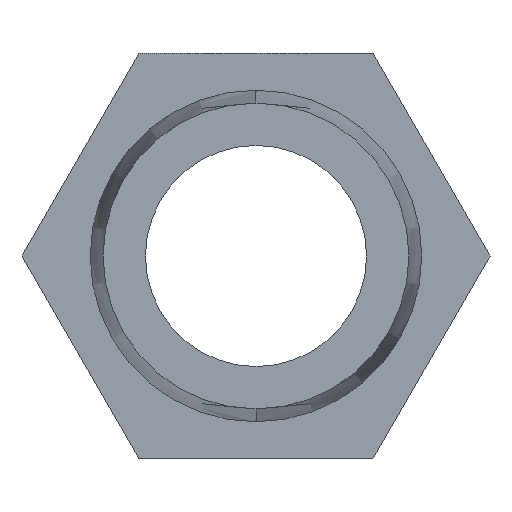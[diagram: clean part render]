
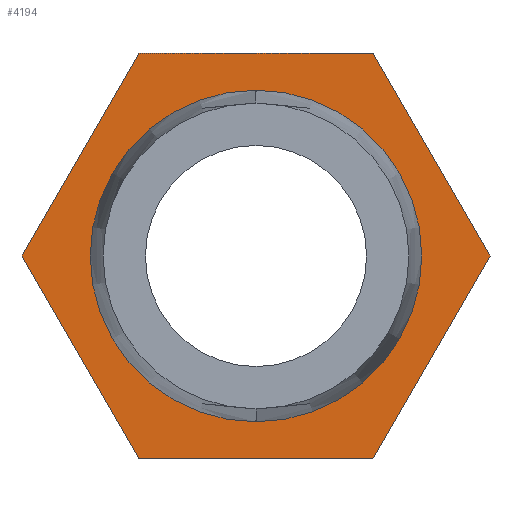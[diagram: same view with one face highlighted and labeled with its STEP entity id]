
A CAD part, left-side view. The second image highlights one B-rep face of the part: STEP entity #4194.
In plain terms, the highlighted planar face has unit normal (-1, 0, 0).
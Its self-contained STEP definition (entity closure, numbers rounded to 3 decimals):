
#214 = CARTESIAN_POINT ( 'NONE',  ( 10., -3.175, 5.5 ) ) ;
#295 = EDGE_CURVE ( 'NONE', #5637, #2818, #2135, .T. ) ;
#318 = VERTEX_POINT ( 'NONE', #5569 ) ;
#404 = CARTESIAN_POINT ( 'NONE',  ( 10., 3.175, 5.5 ) ) ;
#773 = EDGE_LOOP ( 'NONE', ( #2504, #4619, #3208, #2071, #3607, #1500 ) ) ;
#804 = ORIENTED_EDGE ( 'NONE', *, *, #2903, .F. ) ;
#839 = VECTOR ( 'NONE', #1914, 1000. ) ;
#904 = DIRECTION ( 'NONE',  ( 0., 0., 1. ) ) ;
#977 = DIRECTION ( 'NONE',  ( 0., -0.5, 0.866 ) ) ;
#1007 = LINE ( 'NONE', #2268, #1667 ) ;
#1038 = LINE ( 'NONE', #3989, #4864 ) ;
#1086 = CARTESIAN_POINT ( 'NONE',  ( 10., -6.351, 0. ) ) ;
#1153 = VERTEX_POINT ( 'NONE', #2000 ) ;
#1338 = CARTESIAN_POINT ( 'NONE',  ( 10., 0., 0. ) ) ;
#1500 = ORIENTED_EDGE ( 'NONE', *, *, #295, .F. ) ;
#1515 = CARTESIAN_POINT ( 'NONE',  ( 10., -6.351, 0. ) ) ;
#1538 = DIRECTION ( 'NONE',  ( 0., -0.5, -0.866 ) ) ;
#1660 = DIRECTION ( 'NONE',  ( 0., 0., 1. ) ) ;
#1667 = VECTOR ( 'NONE', #4510, 1000. ) ;
#1745 = VECTOR ( 'NONE', #3045, 1000. ) ;
#1905 = CARTESIAN_POINT ( 'NONE',  ( 10., 0., 0. ) ) ;
#1914 = DIRECTION ( 'NONE',  ( 0., 0.5, -0.866 ) ) ;
#1935 = CARTESIAN_POINT ( 'NONE',  ( 10., 3.175, 5.5 ) ) ;
#1951 = AXIS2_PLACEMENT_3D ( 'NONE', #2418, #3900, #1660 ) ;
#2000 = CARTESIAN_POINT ( 'NONE',  ( 10., -3.175, -5.5 ) ) ;
#2060 = EDGE_CURVE ( 'NONE', #318, #2146, #4143, .T. ) ;
#2071 = ORIENTED_EDGE ( 'NONE', *, *, #3630, .F. ) ;
#2096 = LINE ( 'NONE', #404, #1745 ) ;
#2128 = VERTEX_POINT ( 'NONE', #1515 ) ;
#2135 = LINE ( 'NONE', #3475, #4681 ) ;
#2146 = VERTEX_POINT ( 'NONE', #4640 ) ;
#2223 = EDGE_CURVE ( 'NONE', #2128, #1153, #3698, .T. ) ;
#2248 = CARTESIAN_POINT ( 'NONE',  ( 10., -3.175, 5.5 ) ) ;
#2268 = CARTESIAN_POINT ( 'NONE',  ( 10., -3.175, -5.5 ) ) ;
#2418 = CARTESIAN_POINT ( 'NONE',  ( 10., 0., 0. ) ) ;
#2504 = ORIENTED_EDGE ( 'NONE', *, *, #5101, .F. ) ;
#2566 = DIRECTION ( 'NONE',  ( 0., 0.5, 0.866 ) ) ;
#2574 = CARTESIAN_POINT ( 'NONE',  ( 10., 3.175, -5.5 ) ) ;
#2734 = DIRECTION ( 'NONE',  ( 1., 0., 0. ) ) ;
#2818 = VERTEX_POINT ( 'NONE', #5531 ) ;
#2903 = EDGE_CURVE ( 'NONE', #2146, #318, #2954, .T. ) ;
#2954 = CIRCLE ( 'NONE', #1951, 4.5 ) ;
#3045 = DIRECTION ( 'NONE',  ( 0., -1., 0. ) ) ;
#3124 = VECTOR ( 'NONE', #1538, 1000. ) ;
#3208 = ORIENTED_EDGE ( 'NONE', *, *, #4223, .F. ) ;
#3286 = FACE_BOUND ( 'NONE', #5445, .T. ) ;
#3354 = ORIENTED_EDGE ( 'NONE', *, *, #2060, .F. ) ;
#3475 = CARTESIAN_POINT ( 'NONE',  ( 10., 3.175, -5.5 ) ) ;
#3607 = ORIENTED_EDGE ( 'NONE', *, *, #5034, .F. ) ;
#3630 = EDGE_CURVE ( 'NONE', #4102, #4039, #2096, .T. ) ;
#3651 = LINE ( 'NONE', #214, #3124 ) ;
#3681 = AXIS2_PLACEMENT_3D ( 'NONE', #1905, #2734, #5340 ) ;
#3698 = LINE ( 'NONE', #1086, #839 ) ;
#3900 = DIRECTION ( 'NONE',  ( -1., 0., 0. ) ) ;
#3989 = CARTESIAN_POINT ( 'NONE',  ( 10., 6.351, 0. ) ) ;
#4039 = VERTEX_POINT ( 'NONE', #2248 ) ;
#4102 = VERTEX_POINT ( 'NONE', #1935 ) ;
#4116 = FACE_OUTER_BOUND ( 'NONE', #773, .T. ) ;
#4143 = CIRCLE ( 'NONE', #5595, 4.5 ) ;
#4194 = ADVANCED_FACE ( 'NONE', ( #3286, #4116 ), #4575, .F. ) ;
#4223 = EDGE_CURVE ( 'NONE', #4039, #2128, #3651, .T. ) ;
#4510 = DIRECTION ( 'NONE',  ( 0., 1., 0. ) ) ;
#4575 = PLANE ( 'NONE',  #3681 ) ;
#4619 = ORIENTED_EDGE ( 'NONE', *, *, #2223, .F. ) ;
#4640 = CARTESIAN_POINT ( 'NONE',  ( 10., 0., 4.5 ) ) ;
#4681 = VECTOR ( 'NONE', #2566, 1000. ) ;
#4864 = VECTOR ( 'NONE', #977, 1000. ) ;
#4890 = DIRECTION ( 'NONE',  ( -1., 0., 0. ) ) ;
#5034 = EDGE_CURVE ( 'NONE', #2818, #4102, #1038, .T. ) ;
#5101 = EDGE_CURVE ( 'NONE', #1153, #5637, #1007, .T. ) ;
#5340 = DIRECTION ( 'NONE',  ( 0., 0., -1. ) ) ;
#5445 = EDGE_LOOP ( 'NONE', ( #804, #3354 ) ) ;
#5531 = CARTESIAN_POINT ( 'NONE',  ( 10., 6.351, 0. ) ) ;
#5569 = CARTESIAN_POINT ( 'NONE',  ( 10., 0., -4.5 ) ) ;
#5595 = AXIS2_PLACEMENT_3D ( 'NONE', #1338, #4890, #904 ) ;
#5637 = VERTEX_POINT ( 'NONE', #2574 ) ;
